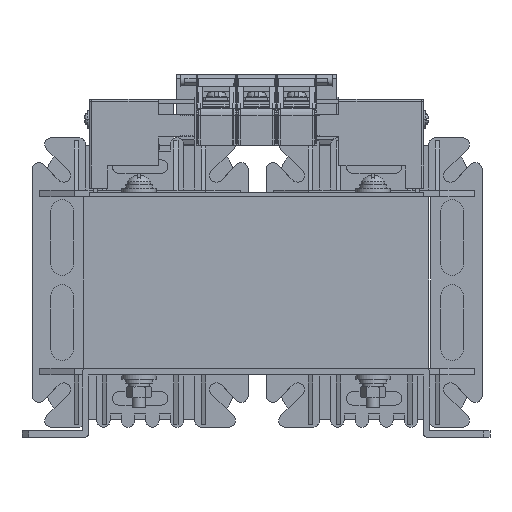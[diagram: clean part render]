
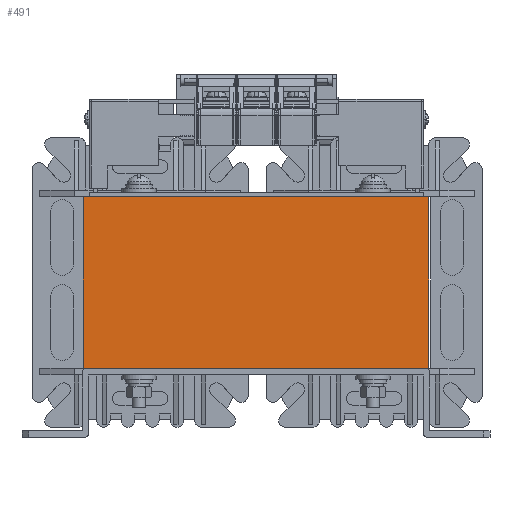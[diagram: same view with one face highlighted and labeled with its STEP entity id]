
A CAD part, front view. The second image highlights one B-rep face of the part: STEP entity #491.
In plain terms, the highlighted planar face has unit normal (0, 1, 0).
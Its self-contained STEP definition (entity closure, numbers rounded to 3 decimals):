
#143=DIRECTION('',(0.,0.,1.));
#144=VECTOR('',#143,77.);
#145=CARTESIAN_POINT('',(0.,0.,-77.));
#146=LINE('',#145,#144);
#151=DIRECTION('',(1.,0.,0.));
#152=VECTOR('',#151,155.);
#153=CARTESIAN_POINT('',(0.,0.,-77.));
#154=LINE('',#153,#152);
#155=DIRECTION('',(0.,0.,1.));
#156=VECTOR('',#155,77.);
#157=CARTESIAN_POINT('',(155.,0.,-77.));
#158=LINE('',#157,#156);
#159=DIRECTION('',(-1.,0.,0.));
#160=VECTOR('',#159,155.);
#161=CARTESIAN_POINT('',(155.,0.,0.));
#162=LINE('',#161,#160);
#299=CARTESIAN_POINT('',(155.,0.,-77.));
#300=VERTEX_POINT('',#299);
#301=CARTESIAN_POINT('',(0.,0.,-77.));
#302=VERTEX_POINT('',#301);
#339=CARTESIAN_POINT('',(155.,0.,0.));
#340=VERTEX_POINT('',#339);
#341=CARTESIAN_POINT('',(0.,0.,0.));
#342=VERTEX_POINT('',#341);
#478=CARTESIAN_POINT('',(77.5,0.,-38.5));
#479=DIRECTION('',(0.,1.,0.));
#480=DIRECTION('',(1.,0.,0.));
#481=AXIS2_PLACEMENT_3D('',#478,#479,#480);
#482=PLANE('',#481);
#483=ORIENTED_EDGE('',*,*,#376,.T.);
#485=ORIENTED_EDGE('',*,*,#484,.T.);
#487=ORIENTED_EDGE('',*,*,#486,.T.);
#488=ORIENTED_EDGE('',*,*,#470,.F.);
#489=EDGE_LOOP('',(#483,#485,#487,#488));
#490=FACE_OUTER_BOUND('',#489,.F.);
#491=ADVANCED_FACE('',(#490),#482,.T.);
#376=EDGE_CURVE('',#302,#300,#154,.T.);
#470=EDGE_CURVE('',#302,#342,#146,.T.);
#484=EDGE_CURVE('',#300,#340,#158,.T.);
#486=EDGE_CURVE('',#340,#342,#162,.T.);
